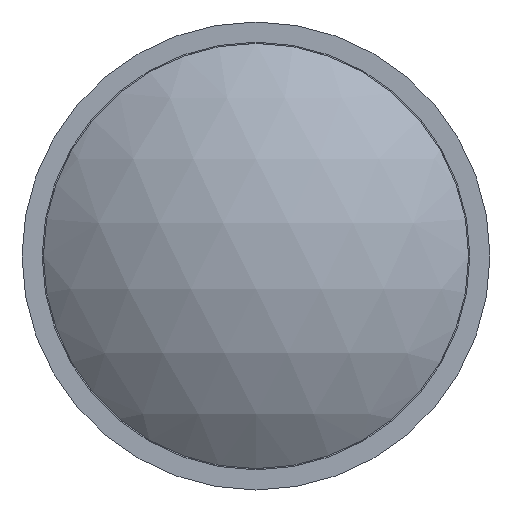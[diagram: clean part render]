
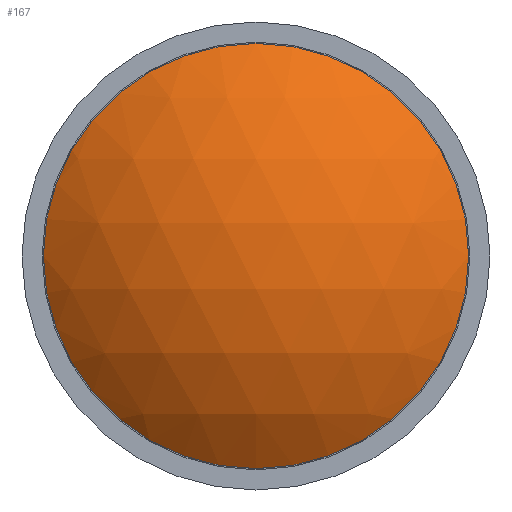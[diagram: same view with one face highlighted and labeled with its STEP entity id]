
A CAD part, front view. The second image highlights one B-rep face of the part: STEP entity #167.
In plain terms, the highlighted spherical face has radius 15.68 mm.
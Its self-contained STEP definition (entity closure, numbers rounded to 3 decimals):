
#42 = PLANE('',#43);
#43 = AXIS2_PLACEMENT_3D('',#44,#45,#46);
#44 = CARTESIAN_POINT('',(11.,4.25,0.));
#45 = DIRECTION('',(0.,-1.,0.));
#46 = DIRECTION('',(1.,0.,0.));
#113 = EDGE_CURVE('',#114,#114,#116,.T.);
#114 = VERTEX_POINT('',#115);
#115 = CARTESIAN_POINT('',(11.,4.25,9.997
    ));
#116 = SURFACE_CURVE('',#117,(#122,#133),.PCURVE_S1.);
#117 = CIRCLE('',#118,9.997);
#118 = AXIS2_PLACEMENT_3D('',#119,#120,#121);
#119 = CARTESIAN_POINT('',(11.,4.25,0.));
#120 = DIRECTION('',(0.,1.,0.));
#121 = DIRECTION('',(0.,0.,-1.));
#122 = PCURVE('',#42,#123);
#123 = DEFINITIONAL_REPRESENTATION('',(#124),#132);
#124 = ( BOUNDED_CURVE() B_SPLINE_CURVE(2,(#125,#126,#127,#128,#129,#130
,#131),.UNSPECIFIED.,.T.,.F.) B_SPLINE_CURVE_WITH_KNOTS((1,2,2,2,2,1),(
    -2.094,0.,2.094,4.189,6.283,
8.378),.UNSPECIFIED.) CURVE() GEOMETRIC_REPRESENTATION_ITEM() 
RATIONAL_B_SPLINE_CURVE((1.,0.5,1.,0.5,1.,0.5,1.)) REPRESENTATION_ITEM(
  '') );
#125 = CARTESIAN_POINT('',(0.,-9.997));
#126 = CARTESIAN_POINT('',(-17.315,-9.997));
#127 = CARTESIAN_POINT('',(-8.657,4.998));
#128 = CARTESIAN_POINT('',(0.,19.994));
#129 = CARTESIAN_POINT('',(8.657,4.998));
#130 = CARTESIAN_POINT('',(17.315,-9.997));
#131 = CARTESIAN_POINT('',(0.,-9.997));
#132 = ( GEOMETRIC_REPRESENTATION_CONTEXT(2) 
PARAMETRIC_REPRESENTATION_CONTEXT() REPRESENTATION_CONTEXT('2D SPACE',''
  ) );
#133 = PCURVE('',#134,#139);
#134 = SPHERICAL_SURFACE('',#135,15.68);
#135 = AXIS2_PLACEMENT_3D('',#136,#137,#138);
#136 = CARTESIAN_POINT('',(11.,16.33,0.));
#137 = DIRECTION('',(0.,0.,1.));
#138 = DIRECTION('',(1.,0.,0.));
#139 = DEFINITIONAL_REPRESENTATION('',(#140),#166);
#140 = B_SPLINE_CURVE_WITH_KNOTS('',3,(#141,#142,#143,#144,#145,#146,
    #147,#148,#149,#150,#151,#152,#153,#154,#155,#156,#157,#158,#159,
    #160,#161,#162,#163,#164,#165),.UNSPECIFIED.,.T.,.F.,(4,1,1,1,1,1,1,
    1,1,1,1,1,1,1,1,1,1,1,1,1,1,1,4),(3.142,3.427,
    3.713,3.998,4.284,4.57,
    4.855,5.141,5.426,5.712,
    5.998,6.283,6.569,6.854,
    7.14,7.426,7.711,7.997,
    8.282,8.568,8.854,9.139,
    9.425),.QUASI_UNIFORM_KNOTS.);
#141 = CARTESIAN_POINT('',(4.712,0.691));
#142 = CARTESIAN_POINT('',(4.793,0.692));
#143 = CARTESIAN_POINT('',(4.947,0.668));
#144 = CARTESIAN_POINT('',(5.143,0.573));
#145 = CARTESIAN_POINT('',(5.28,0.435));
#146 = CARTESIAN_POINT('',(5.365,0.27));
#147 = CARTESIAN_POINT('',(5.405,0.092));
#148 = CARTESIAN_POINT('',(5.405,-0.092));
#149 = CARTESIAN_POINT('',(5.365,-0.27));
#150 = CARTESIAN_POINT('',(5.28,-0.435));
#151 = CARTESIAN_POINT('',(5.143,-0.573));
#152 = CARTESIAN_POINT('',(4.948,-0.668));
#153 = CARTESIAN_POINT('',(4.712,-0.703));
#154 = CARTESIAN_POINT('',(4.476,-0.668));
#155 = CARTESIAN_POINT('',(4.282,-0.573));
#156 = CARTESIAN_POINT('',(4.145,-0.435));
#157 = CARTESIAN_POINT('',(4.06,-0.27));
#158 = CARTESIAN_POINT('',(4.019,-0.092));
#159 = CARTESIAN_POINT('',(4.019,0.092));
#160 = CARTESIAN_POINT('',(4.06,0.27));
#161 = CARTESIAN_POINT('',(4.145,0.435));
#162 = CARTESIAN_POINT('',(4.282,0.573));
#163 = CARTESIAN_POINT('',(4.477,0.668));
#164 = CARTESIAN_POINT('',(4.632,0.692));
#165 = CARTESIAN_POINT('',(4.712,0.691));
#166 = ( GEOMETRIC_REPRESENTATION_CONTEXT(2) 
PARAMETRIC_REPRESENTATION_CONTEXT() REPRESENTATION_CONTEXT('2D SPACE',''
  ) );
#167 = ADVANCED_FACE('',(#168),#134,.T.);
#168 = FACE_BOUND('',#169,.T.);
#169 = EDGE_LOOP('',(#170));
#170 = ORIENTED_EDGE('',*,*,#113,.F.);
